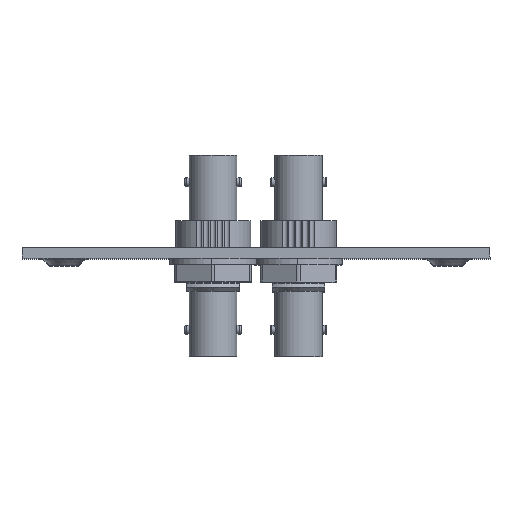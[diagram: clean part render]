
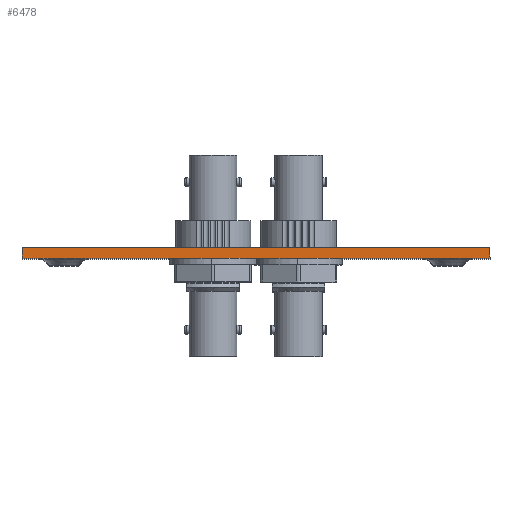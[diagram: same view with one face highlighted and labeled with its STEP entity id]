
A CAD part, top view. The second image highlights one B-rep face of the part: STEP entity #6478.
In plain terms, the highlighted planar face has unit normal (0, 0, 1).
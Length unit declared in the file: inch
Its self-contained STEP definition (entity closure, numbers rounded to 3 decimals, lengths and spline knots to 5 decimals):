
#6466 = EDGE_CURVE ( 'NONE', #6512, #12073, #11574, .T. ) ;
#6474 = ORIENTED_EDGE ( 'NONE', *, *, #12031, .T. ) ;
#6475 = ORIENTED_EDGE ( 'NONE', *, *, #12074, .T. ) ;
#6476 = ORIENTED_EDGE ( 'NONE', *, *, #6466, .T. ) ;
#6477 = ORIENTED_EDGE ( 'NONE', *, *, #6513, .F. ) ;
#6478 = ADVANCED_FACE ( 'NONE', ( #11620 ), #11625, .F. ) ;
#6508 = VERTEX_POINT ( 'NONE', #11642 ) ;
#6512 = VERTEX_POINT ( 'NONE', #11636 ) ;
#6513 = EDGE_CURVE ( 'NONE', #6512, #6508, #11697, .T. ) ;
#11574 = LINE ( 'NONE', #11635, #11634 ) ;
#11616 = DIRECTION ( 'NONE',  ( -1., 0., 0. ) ) ;
#11617 = DIRECTION ( 'NONE',  ( 0., 0., -1. ) ) ;
#11618 = CARTESIAN_POINT ( 'NONE',  ( -1.34, 0.06, 1.615 ) ) ;
#11619 = AXIS2_PLACEMENT_3D ( 'NONE', #11618, #11617, #11616 ) ;
#11620 = FACE_OUTER_BOUND ( 'NONE', #12078, .T. ) ;
#11625 = PLANE ( 'NONE',  #11619 ) ;
#11633 = DIRECTION ( 'NONE',  ( 0., -1., 0. ) ) ;
#11634 = VECTOR ( 'NONE', #11633, 39.37008 ) ;
#11635 = CARTESIAN_POINT ( 'NONE',  ( -1.34, 0.06, 1.615 ) ) ;
#11636 = CARTESIAN_POINT ( 'NONE',  ( -1.34, 0.06, 1.615 ) ) ;
#11642 = CARTESIAN_POINT ( 'NONE',  ( 1.34, 0.06, 1.615 ) ) ;
#11694 = DIRECTION ( 'NONE',  ( 1., 0., 0. ) ) ;
#11695 = VECTOR ( 'NONE', #11694, 39.37008 ) ;
#11696 = CARTESIAN_POINT ( 'NONE',  ( -1.34, 0.06, 1.615 ) ) ;
#11697 = LINE ( 'NONE', #11696, #11695 ) ;
#11726 = CARTESIAN_POINT ( 'NONE',  ( 1.34, 0., 1.615 ) ) ;
#11728 = DIRECTION ( 'NONE',  ( 0., 1., 0. ) ) ;
#11729 = VECTOR ( 'NONE', #11728, 39.37008 ) ;
#11730 = CARTESIAN_POINT ( 'NONE',  ( 1.34, 0., 1.615 ) ) ;
#11731 = LINE ( 'NONE', #11730, #11729 ) ;
#11780 = DIRECTION ( 'NONE',  ( 1., 0., 0. ) ) ;
#11781 = VECTOR ( 'NONE', #11780, 39.37008 ) ;
#11782 = CARTESIAN_POINT ( 'NONE',  ( -1.34, 0., 1.615 ) ) ;
#11783 = LINE ( 'NONE', #11782, #11781 ) ;
#11784 = CARTESIAN_POINT ( 'NONE',  ( -1.34, 0., 1.615 ) ) ;
#12031 = EDGE_CURVE ( 'NONE', #12037, #6508, #11731, .T. ) ;
#12037 = VERTEX_POINT ( 'NONE', #11726 ) ;
#12073 = VERTEX_POINT ( 'NONE', #11784 ) ;
#12074 = EDGE_CURVE ( 'NONE', #12073, #12037, #11783, .T. ) ;
#12078 = EDGE_LOOP ( 'NONE', ( #6477, #6476, #6475, #6474 ) ) ;
